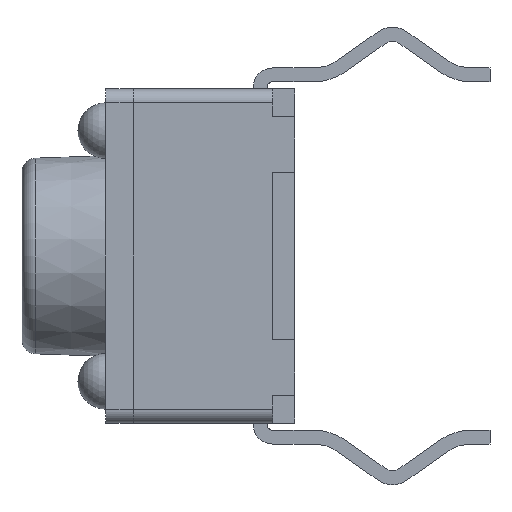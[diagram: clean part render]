
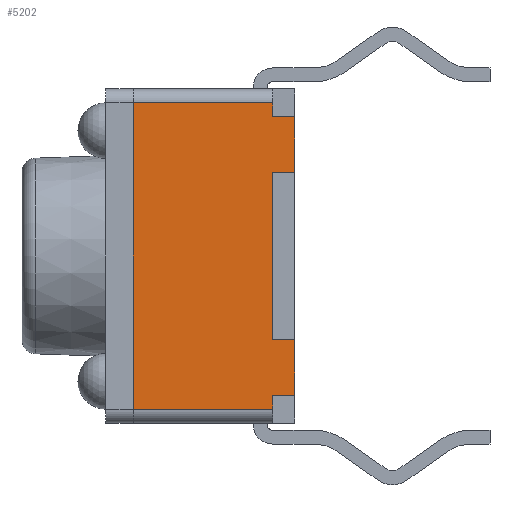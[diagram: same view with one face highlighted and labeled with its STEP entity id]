
A CAD part, left-side view. The second image highlights one B-rep face of the part: STEP entity #5202.
In plain terms, the highlighted planar face has unit normal (-1, 0, 0).
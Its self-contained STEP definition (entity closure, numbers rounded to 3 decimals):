
#9 = LINE ( 'NONE', #10743, #2483 ) ;
#17 = ORIENTED_EDGE ( 'NONE', *, *, #10894, .F. ) ;
#318 = CARTESIAN_POINT ( 'NONE',  ( -3., 0.4, -1.5 ) ) ;
#419 = DIRECTION ( 'NONE',  ( 1., 0., 0. ) ) ;
#536 = LINE ( 'NONE', #1019, #7722 ) ;
#687 = EDGE_CURVE ( 'NONE', #3751, #8034, #5317, .T. ) ;
#713 = DIRECTION ( 'NONE',  ( 0., -1., 0. ) ) ;
#1019 = CARTESIAN_POINT ( 'NONE',  ( -3., 0., 3. ) ) ;
#1084 = CARTESIAN_POINT ( 'NONE',  ( -3., 0.4, 1.5 ) ) ;
#1208 = VERTEX_POINT ( 'NONE', #2337 ) ;
#1210 = DIRECTION ( 'NONE',  ( 0., -1., 0. ) ) ;
#1303 = PLANE ( 'NONE',  #3162 ) ;
#1350 = LINE ( 'NONE', #10661, #8528 ) ;
#1385 = VECTOR ( 'NONE', #8999, 1000. ) ;
#1422 = VERTEX_POINT ( 'NONE', #5254 ) ;
#1527 = CARTESIAN_POINT ( 'NONE',  ( -3., 0., 1.5 ) ) ;
#1540 = ORIENTED_EDGE ( 'NONE', *, *, #8264, .T. ) ;
#1654 = VERTEX_POINT ( 'NONE', #6958 ) ;
#1714 = EDGE_CURVE ( 'NONE', #9972, #1208, #11641, .T. ) ;
#1716 = CARTESIAN_POINT ( 'NONE',  ( -3., 3.4, -2.75 ) ) ;
#2064 = ORIENTED_EDGE ( 'NONE', *, *, #9440, .T. ) ;
#2337 = CARTESIAN_POINT ( 'NONE',  ( -3., 0., -2.5 ) ) ;
#2483 = VECTOR ( 'NONE', #7916, 1000. ) ;
#2519 = ORIENTED_EDGE ( 'NONE', *, *, #687, .T. ) ;
#2527 = VERTEX_POINT ( 'NONE', #10486 ) ;
#2587 = CARTESIAN_POINT ( 'NONE',  ( -3., 0., 3. ) ) ;
#2724 = LINE ( 'NONE', #318, #7715 ) ;
#2795 = VECTOR ( 'NONE', #713, 1000. ) ;
#2921 = LINE ( 'NONE', #9393, #7626 ) ;
#3162 = AXIS2_PLACEMENT_3D ( 'NONE', #6035, #419, #6977 ) ;
#3567 = ORIENTED_EDGE ( 'NONE', *, *, #9841, .F. ) ;
#3687 = LINE ( 'NONE', #2587, #8375 ) ;
#3751 = VERTEX_POINT ( 'NONE', #7033 ) ;
#3762 = VECTOR ( 'NONE', #8302, 1000. ) ;
#4361 = ORIENTED_EDGE ( 'NONE', *, *, #6274, .F. ) ;
#4379 = EDGE_CURVE ( 'NONE', #4996, #11373, #8141, .T. ) ;
#4475 = DIRECTION ( 'NONE',  ( 0., 0., -1. ) ) ;
#4529 = ORIENTED_EDGE ( 'NONE', *, *, #11105, .F. ) ;
#4756 = VERTEX_POINT ( 'NONE', #6987 ) ;
#4996 = VERTEX_POINT ( 'NONE', #10267 ) ;
#5202 = ADVANCED_FACE ( 'NONE', ( #9877 ), #1303, .F. ) ;
#5254 = CARTESIAN_POINT ( 'NONE',  ( -3., 0.4, 2.5 ) ) ;
#5317 = LINE ( 'NONE', #1084, #2795 ) ;
#5627 = DIRECTION ( 'NONE',  ( 0., 0., -1. ) ) ;
#5750 = CARTESIAN_POINT ( 'NONE',  ( -3., 2.9, 2.75 ) ) ;
#5918 = VECTOR ( 'NONE', #4475, 1000. ) ;
#5984 = EDGE_CURVE ( 'NONE', #9972, #8469, #1350, .T. ) ;
#6035 = CARTESIAN_POINT ( 'NONE',  ( -3., 3.4, 3. ) ) ;
#6274 = EDGE_CURVE ( 'NONE', #4996, #1422, #8391, .T. ) ;
#6331 = CARTESIAN_POINT ( 'NONE',  ( -3., 0.4, 3. ) ) ;
#6398 = CARTESIAN_POINT ( 'NONE',  ( -3., 3.4, 2.75 ) ) ;
#6410 = LINE ( 'NONE', #11706, #1385 ) ;
#6706 = EDGE_LOOP ( 'NONE', ( #4529, #8101, #12001, #7428, #2064, #17, #8016, #2519, #1540, #3567, #4361, #7630 ) ) ;
#6958 = CARTESIAN_POINT ( 'NONE',  ( -3., 0.4, -1.5 ) ) ;
#6977 = DIRECTION ( 'NONE',  ( 0., 0., -1. ) ) ;
#6987 = CARTESIAN_POINT ( 'NONE',  ( -3., 2.9, -2.75 ) ) ;
#7033 = CARTESIAN_POINT ( 'NONE',  ( -3., 0.4, 1.5 ) ) ;
#7329 = EDGE_CURVE ( 'NONE', #3751, #1654, #2921, .T. ) ;
#7428 = ORIENTED_EDGE ( 'NONE', *, *, #1714, .T. ) ;
#7568 = DIRECTION ( 'NONE',  ( 0., 0., 1. ) ) ;
#7626 = VECTOR ( 'NONE', #5627, 1000. ) ;
#7630 = ORIENTED_EDGE ( 'NONE', *, *, #4379, .T. ) ;
#7715 = VECTOR ( 'NONE', #1210, 1000. ) ;
#7722 = VECTOR ( 'NONE', #7568, 1000. ) ;
#7872 = DIRECTION ( 'NONE',  ( 0., 0., -1. ) ) ;
#7916 = DIRECTION ( 'NONE',  ( 0., -1., 0. ) ) ;
#8016 = ORIENTED_EDGE ( 'NONE', *, *, #7329, .F. ) ;
#8034 = VERTEX_POINT ( 'NONE', #1527 ) ;
#8101 = ORIENTED_EDGE ( 'NONE', *, *, #10688, .T. ) ;
#8141 = LINE ( 'NONE', #6398, #10601 ) ;
#8147 = CARTESIAN_POINT ( 'NONE',  ( -3., 0., -1.5 ) ) ;
#8264 = EDGE_CURVE ( 'NONE', #8034, #2527, #536, .T. ) ;
#8302 = DIRECTION ( 'NONE',  ( 0., -1., 0. ) ) ;
#8375 = VECTOR ( 'NONE', #11913, 1000. ) ;
#8391 = LINE ( 'NONE', #6331, #5918 ) ;
#8469 = VERTEX_POINT ( 'NONE', #9705 ) ;
#8528 = VECTOR ( 'NONE', #7872, 1000. ) ;
#8999 = DIRECTION ( 'NONE',  ( 0., 0., 1. ) ) ;
#9186 = VECTOR ( 'NONE', #9422, 1000. ) ;
#9187 = CARTESIAN_POINT ( 'NONE',  ( -3., 0.4, -2.5 ) ) ;
#9393 = CARTESIAN_POINT ( 'NONE',  ( -3., 0.4, 1.5 ) ) ;
#9422 = DIRECTION ( 'NONE',  ( 0., -1., 0. ) ) ;
#9440 = EDGE_CURVE ( 'NONE', #1208, #9916, #3687, .T. ) ;
#9705 = CARTESIAN_POINT ( 'NONE',  ( -3., 0.4, -2.75 ) ) ;
#9841 = EDGE_CURVE ( 'NONE', #1422, #2527, #9, .T. ) ;
#9877 = FACE_OUTER_BOUND ( 'NONE', #6706, .T. ) ;
#9916 = VERTEX_POINT ( 'NONE', #8147 ) ;
#9972 = VERTEX_POINT ( 'NONE', #9187 ) ;
#10267 = CARTESIAN_POINT ( 'NONE',  ( -3., 0.4, 2.75 ) ) ;
#10486 = CARTESIAN_POINT ( 'NONE',  ( -3., 0., 2.5 ) ) ;
#10601 = VECTOR ( 'NONE', #10968, 1000. ) ;
#10661 = CARTESIAN_POINT ( 'NONE',  ( -3., 0.4, -2.5 ) ) ;
#10688 = EDGE_CURVE ( 'NONE', #4756, #8469, #10920, .T. ) ;
#10743 = CARTESIAN_POINT ( 'NONE',  ( -3., 0.4, 2.5 ) ) ;
#10894 = EDGE_CURVE ( 'NONE', #1654, #9916, #2724, .T. ) ;
#10920 = LINE ( 'NONE', #1716, #3762 ) ;
#10968 = DIRECTION ( 'NONE',  ( 0., 1., 0. ) ) ;
#11105 = EDGE_CURVE ( 'NONE', #4756, #11373, #6410, .T. ) ;
#11138 = CARTESIAN_POINT ( 'NONE',  ( -3., 0.4, -2.5 ) ) ;
#11373 = VERTEX_POINT ( 'NONE', #5750 ) ;
#11641 = LINE ( 'NONE', #11138, #9186 ) ;
#11706 = CARTESIAN_POINT ( 'NONE',  ( -3., 2.9, 3. ) ) ;
#11913 = DIRECTION ( 'NONE',  ( 0., 0., 1. ) ) ;
#12001 = ORIENTED_EDGE ( 'NONE', *, *, #5984, .F. ) ;
